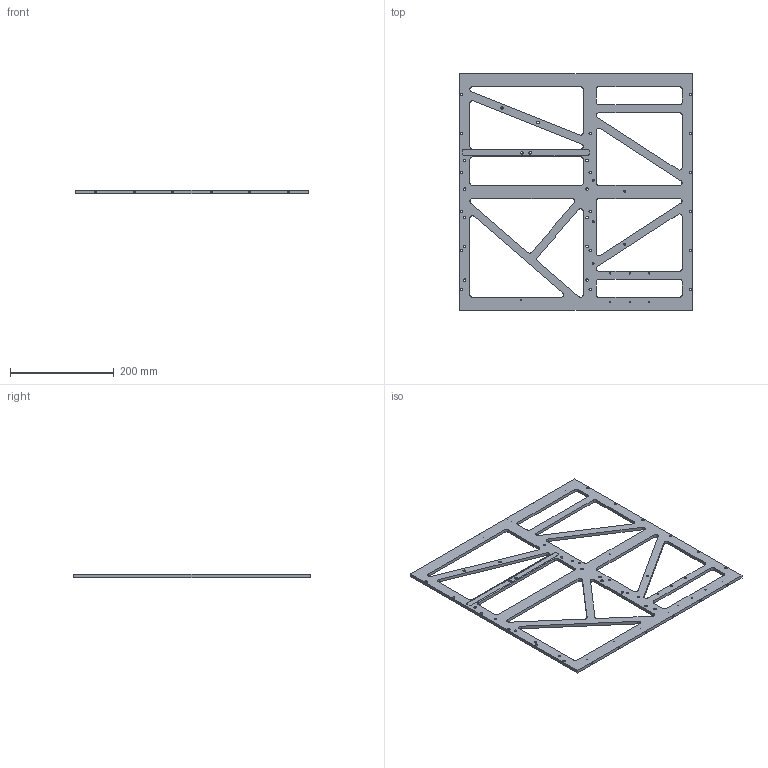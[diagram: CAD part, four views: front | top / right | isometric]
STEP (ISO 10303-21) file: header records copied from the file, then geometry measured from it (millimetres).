
FILE_DESCRIPTION(('STEP AP242'), '1');
FILE_NAME('ÅÐÂË.741128.001_Îñíîâàíèå èçì.2[2]', '', ('UNSPECIFIED'), ('UNSPECIFIED'), 'C3D Converter', 'C3D Toolkit', '');
FILE_SCHEMA(('AP242_MANAGED_MODEL_BASED_3D_ENGINEERING_MIM_LF { 1 0 10303 442 1 1 4 }'));
Length unit declared in the file: millimetre
Products named in the file (1): ЕРВЛ.741128.001_Основание
Bounding box: 448 x 455 x 6 mm (x, y, z)
Volume: 486803.4 mm3; surface area: 214749 mm2
Topology: 1 solids, 1 shells, 172 faces, 483 edges, 314 vertices
Faces by surface type: cylinder 98, plane 50, cone 24
Full cylindrical faces by diameter (mm): 2.05 x1, 2.5 x6, 3.3 x14, 3.6 x3, 4.8 x31
Entity records: 9155 total; most frequent: CARTESIAN_POINT 3363, DIRECTION 898, ORIENTED_EDGE 784, EDGE_CURVE 392, EDGE_LOOP 362, AXIS2_PLACEMENT_3D 357, VERTEX_POINT 302, FACE_BOUND 216
